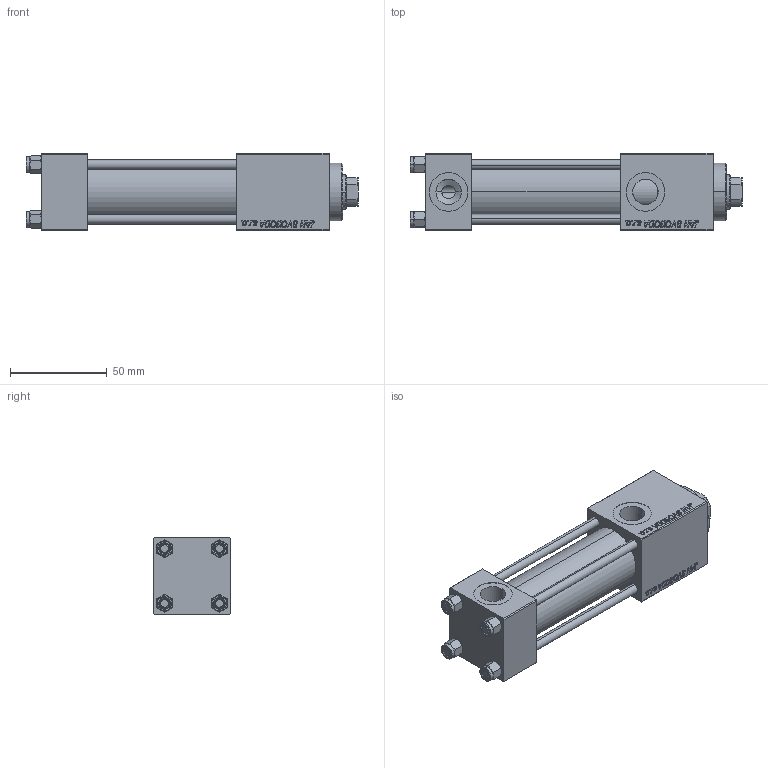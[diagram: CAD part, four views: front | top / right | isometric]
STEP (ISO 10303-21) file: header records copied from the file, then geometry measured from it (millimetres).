
FILE_DESCRIPTION (( 'STEP AP203' ), '1' );
FILE_NAME ('81a6.STEP', '2022-04-14T14:46:33', ( '' ), ( '' ), 'SwSTEP 2.0', 'SolidWorks 2019', '' );
FILE_SCHEMA (( 'CONFIG_CONTROL_DESIGN' ));
Length unit declared in the file: millimetre
Products named in the file (6): 81a6; V215CR_C_Body e672f0d886716bfc90568e32d94b594b; NUT_M5_C e672f0d886716bfc90568e32d94b594b; V215CR_C_TYCINKA e672f0d886716bfc90568e32d94b594b; V215_VC_A e672f0d886716bfc90568e32d94b594b; V215CR_VCP_C e672f0d886716bfc90568e32d94b594b
Assembly tree (11 placements, depth 2):
  81a6
    V215CR_C_Body e672f0d886716bfc90568e32d94b594b
    V215CR_VCP_C e672f0d886716bfc90568e32d94b594b
    NUT_M5_C e672f0d886716bfc90568e32d94b594b  x4
    V215CR_C_TYCINKA e672f0d886716bfc90568e32d94b594b  x4
    V215_VC_A e672f0d886716bfc90568e32d94b594b
Bounding box: 172 x 40 x 40 mm (x, y, z)
Volume: 167785.5 mm3; surface area: 65765 mm2
Topology: 11 solids, 11 shells, 1150 faces, 2881 edges, 1867 vertices
Faces by surface type: plane 526, bspline 392, cone 136, cylinder 88, torus 8
Entity records: 50251 total; most frequent: CARTESIAN_POINT 27103, ORIENTED_EDGE 5254, DIRECTION 3311, EDGE_CURVE 2627, VERTEX_POINT 1723, VECTOR 1593, LINE 1593, EDGE_LOOP 1156
